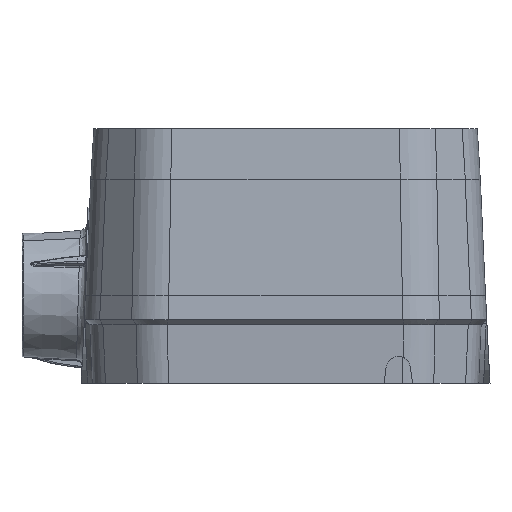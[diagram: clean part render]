
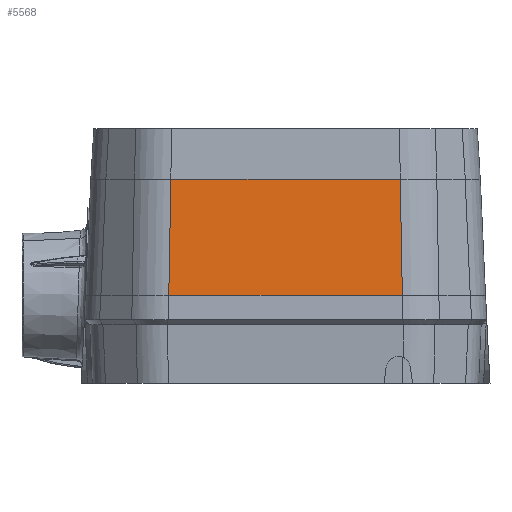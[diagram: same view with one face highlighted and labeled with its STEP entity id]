
A CAD part, left-side view. The second image highlights one B-rep face of the part: STEP entity #5568.
In plain terms, the highlighted planar face has unit normal (0.999, 0, -0.044).
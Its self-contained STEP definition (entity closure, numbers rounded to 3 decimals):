
#5542=AXIS2_PLACEMENT_3D('Plane Axis2P3D',#5539,#5540,#5541) ;
#3226=CARTESIAN_POINT('Vertex',(-40.782,23.834,20.)) ;
#3260=CARTESIAN_POINT('Vertex',(-39.747,23.405,43.7)) ;
#3263=CARTESIAN_POINT('Line Origine',(-40.374,23.665,29.332)) ;
#5539=CARTESIAN_POINT('Axis2P3D Location',(-41.,14.135,15.003)) ;
#5544=CARTESIAN_POINT('Line Origine',(-40.782,0.,20.)) ;
#5548=CARTESIAN_POINT('Vertex',(-40.782,-23.834,20.)) ;
#5551=CARTESIAN_POINT('Line Origine',(-39.747,0.,43.7)) ;
#5555=CARTESIAN_POINT('Vertex',(-39.747,-23.405,43.7)) ;
#5559=CARTESIAN_POINT('Control Point',(-40.782,-23.834,20.)) ;
#5560=CARTESIAN_POINT('Control Point',(-39.747,-23.405,43.7)) ;
#3264=DIRECTION('Vector Direction',(0.044,-0.018,0.999)) ;
#5540=DIRECTION('Axis2P3D Direction',(0.999,0.,-0.044)) ;
#5541=DIRECTION('Axis2P3D XDirection',(0.,-1.,0.)) ;
#5545=DIRECTION('Vector Direction',(0.,-1.,0.)) ;
#5552=DIRECTION('Vector Direction',(0.,-1.,0.)) ;
#3265=VECTOR('Line Direction',#3264,1.) ;
#5546=VECTOR('Line Direction',#5545,1.) ;
#5553=VECTOR('Line Direction',#5552,1.) ;
#5563=ORIENTED_EDGE('',*,*,#5550,.F.) ;
#5564=ORIENTED_EDGE('',*,*,#3267,.T.) ;
#5565=ORIENTED_EDGE('',*,*,#5557,.F.) ;
#5566=ORIENTED_EDGE('',*,*,#5561,.F.) ;
#5568=ADVANCED_FACE('Surface.5',(#5567),#5543,.T.) ;
#5558=B_SPLINE_CURVE_WITH_KNOTS('',1,(#5559,#5560),.UNSPECIFIED.,.F.,.U.,(2,2),(-13.868,9.858),.UNSPECIFIED.) ;
#3267=EDGE_CURVE('',#3227,#3261,#3266,.T.) ;
#5550=EDGE_CURVE('',#3227,#5549,#5547,.T.) ;
#5557=EDGE_CURVE('',#5556,#3261,#5554,.F.) ;
#5561=EDGE_CURVE('',#5549,#5556,#5558,.T.) ;
#5562=EDGE_LOOP('',(#5563,#5564,#5565,#5566)) ;
#5567=FACE_OUTER_BOUND('',#5562,.T.) ;
#3266=LINE('Line',#3263,#3265) ;
#5547=LINE('Line',#5544,#5546) ;
#5554=LINE('Line',#5551,#5553) ;
#5543=PLANE('',#5542) ;
#3227=VERTEX_POINT('',#3226) ;
#3261=VERTEX_POINT('',#3260) ;
#5549=VERTEX_POINT('',#5548) ;
#5556=VERTEX_POINT('',#5555) ;
